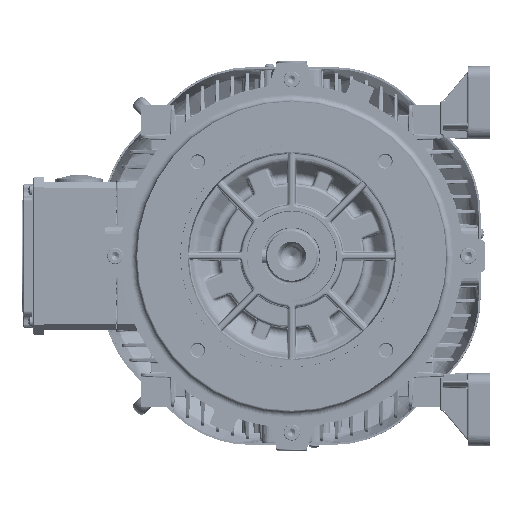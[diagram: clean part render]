
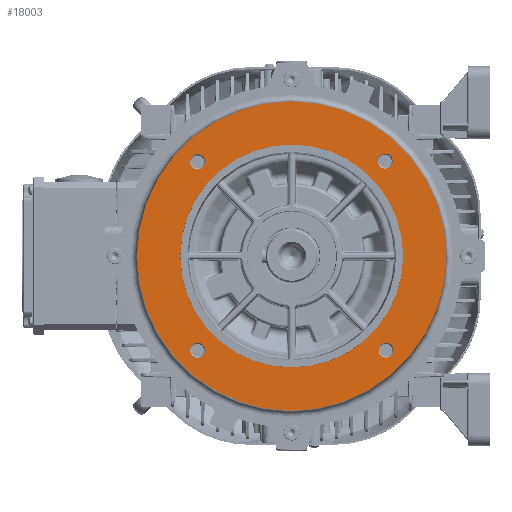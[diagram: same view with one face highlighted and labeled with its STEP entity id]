
A CAD part, left-side view. The second image highlights one B-rep face of the part: STEP entity #18003.
In plain terms, the highlighted planar face has unit normal (-1, 0, 0).
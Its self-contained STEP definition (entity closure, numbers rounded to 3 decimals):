
#7079=FACE_BOUND('',#36728,.T.);
#7080=FACE_BOUND('',#36729,.T.);
#7081=FACE_BOUND('',#36730,.T.);
#7082=FACE_BOUND('',#36731,.T.);
#7083=FACE_BOUND('',#36732,.T.);
#7084=FACE_BOUND('',#36733,.T.);
#8801=PLANE('',#160256);
#18003=ADVANCED_FACE('',(#7079,#7080,#7081,#7082,#7083,#7084),#8801,.T.);
#36728=EDGE_LOOP('',(#65500));
#36729=EDGE_LOOP('',(#65501));
#36730=EDGE_LOOP('',(#65502));
#36731=EDGE_LOOP('',(#65503));
#36732=EDGE_LOOP('',(#65504));
#36733=EDGE_LOOP('',(#65505));
#65500=ORIENTED_EDGE('',*,*,#112475,.T.);
#65501=ORIENTED_EDGE('',*,*,#112476,.T.);
#65502=ORIENTED_EDGE('',*,*,#112477,.T.);
#65503=ORIENTED_EDGE('',*,*,#112478,.T.);
#65504=ORIENTED_EDGE('',*,*,#112479,.F.);
#65505=ORIENTED_EDGE('',*,*,#112480,.T.);
#91738=VERTEX_POINT('',#284334);
#91739=VERTEX_POINT('',#284336);
#91740=VERTEX_POINT('',#284338);
#91741=VERTEX_POINT('',#284340);
#91742=VERTEX_POINT('',#284342);
#91743=VERTEX_POINT('',#284344);
#112475=EDGE_CURVE('',#91738,#91738,#126531,.T.);
#112476=EDGE_CURVE('',#91739,#91739,#126532,.T.);
#112477=EDGE_CURVE('',#91740,#91740,#126533,.T.);
#112478=EDGE_CURVE('',#91741,#91741,#126534,.T.);
#112479=EDGE_CURVE('',#91742,#91742,#126535,.T.);
#112480=EDGE_CURVE('',#91743,#91743,#126536,.T.);
#126531=CIRCLE('',#160250,6.);
#126532=CIRCLE('',#160251,6.);
#126533=CIRCLE('',#160252,6.);
#126534=CIRCLE('',#160253,6.);
#126535=CIRCLE('',#160254,124.829);
#126536=CIRCLE('',#160255,90.);
#160250=AXIS2_PLACEMENT_3D('',#284333,#191961,#191962);
#160251=AXIS2_PLACEMENT_3D('',#284335,#191963,#191964);
#160252=AXIS2_PLACEMENT_3D('',#284337,#191965,#191966);
#160253=AXIS2_PLACEMENT_3D('',#284339,#191967,#191968);
#160254=AXIS2_PLACEMENT_3D('',#284341,#191969,#191970);
#160255=AXIS2_PLACEMENT_3D('',#284343,#191971,#191972);
#160256=AXIS2_PLACEMENT_3D('',#284345,#191973,#191974);
#191961=DIRECTION('',(1.,0.,0.));
#191962=DIRECTION('',(0.,0.,1.));
#191963=DIRECTION('',(1.,0.,0.));
#191964=DIRECTION('',(0.,0.,1.));
#191965=DIRECTION('',(1.,0.,0.));
#191966=DIRECTION('',(0.,0.,1.));
#191967=DIRECTION('',(1.,0.,0.));
#191968=DIRECTION('',(0.,0.,1.));
#191969=DIRECTION('',(1.,0.,0.));
#191970=DIRECTION('',(0.,0.,1.));
#191971=DIRECTION('',(1.,0.,0.));
#191972=DIRECTION('',(0.,1.,0.));
#191973=DIRECTION('',(-1.,0.,0.));
#191974=DIRECTION('',(0.,0.,1.));
#284333=CARTESIAN_POINT('',(-35.5,193.014,76.014));
#284334=CARTESIAN_POINT('',(-35.5,193.014,82.014));
#284335=CARTESIAN_POINT('',(-35.5,193.014,-76.014));
#284336=CARTESIAN_POINT('',(-35.5,193.014,-70.014));
#284337=CARTESIAN_POINT('',(-35.5,40.986,-76.014));
#284338=CARTESIAN_POINT('',(-35.5,40.986,-70.014));
#284339=CARTESIAN_POINT('',(-35.5,41.534,76.558));
#284340=CARTESIAN_POINT('',(-35.5,41.534,82.558));
#284341=CARTESIAN_POINT('',(-35.5,117.,0.));
#284342=CARTESIAN_POINT('',(-35.5,117.,124.829));
#284343=CARTESIAN_POINT('',(-35.5,117.,0.));
#284344=CARTESIAN_POINT('',(-35.5,207.,0.));
#284345=CARTESIAN_POINT('',(-35.5,117.,0.));
